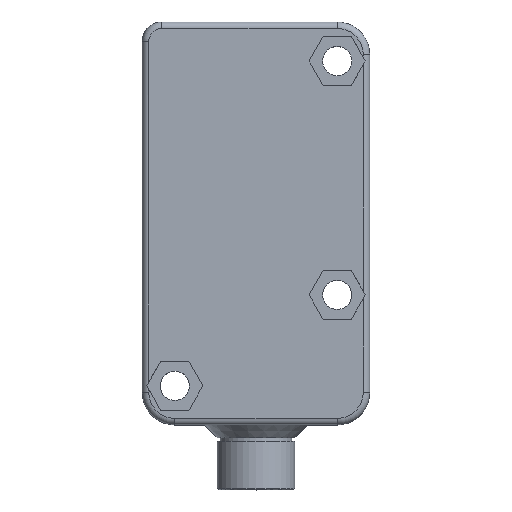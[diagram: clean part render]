
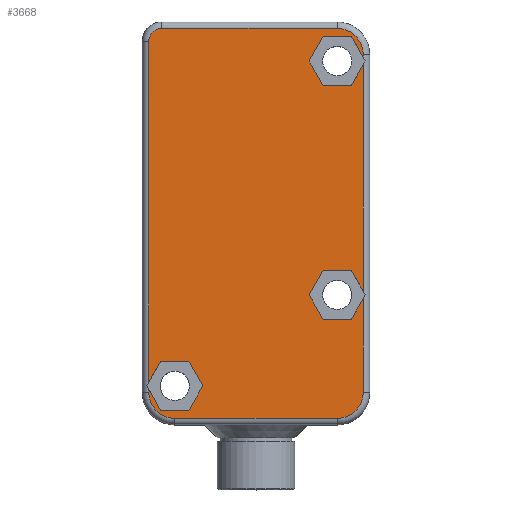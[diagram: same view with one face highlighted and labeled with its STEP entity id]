
A CAD part, top view. The second image highlights one B-rep face of the part: STEP entity #3668.
In plain terms, the highlighted planar face has unit normal (0, 0, 1).
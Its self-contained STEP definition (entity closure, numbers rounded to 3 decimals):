
#522=DIRECTION('',(-0.5,-0.866,0.));
#523=VECTOR('',#522,4.33);
#524=CARTESIAN_POINT('',(27.835,-14.25,9.));
#525=LINE('',#524,#523);
#529=DIRECTION('',(0.5,-0.866,0.));
#530=VECTOR('',#529,4.33);
#531=CARTESIAN_POINT('',(25.67,-18.,9.));
#532=LINE('',#531,#530);
#536=DIRECTION('',(1.,0.,0.));
#537=VECTOR('',#536,4.33);
#538=CARTESIAN_POINT('',(27.835,-21.75,9.));
#539=LINE('',#538,#537);
#543=DIRECTION('',(0.5,0.866,0.));
#544=VECTOR('',#543,3.67);
#545=CARTESIAN_POINT('',(32.165,-21.75,9.));
#546=LINE('',#545,#544);
#550=DIRECTION('',(0.,1.,0.));
#551=VECTOR('',#550,14.428);
#552=CARTESIAN_POINT('',(34.,-33.,9.));
#553=LINE('',#552,#551);
#557=CARTESIAN_POINT('',(30.,-33.,9.));
#558=DIRECTION('',(0.,0.,1.));
#559=DIRECTION('',(0.,-1.,0.));
#560=AXIS2_PLACEMENT_3D('',#557,#558,#559);
#565=DIRECTION('',(1.,0.,0.));
#566=VECTOR('',#565,25.);
#567=CARTESIAN_POINT('',(5.,-37.,9.));
#568=LINE('',#567,#566);
#572=CARTESIAN_POINT('',(5.,-33.,9.));
#573=DIRECTION('',(0.,0.,1.));
#574=DIRECTION('',(-1.,0.,0.));
#575=AXIS2_PLACEMENT_3D('',#572,#573,#574);
#580=DIRECTION('',(0.,-1.,0.));
#581=VECTOR('',#580,0.428);
#582=CARTESIAN_POINT('',(1.,-32.572,9.));
#583=LINE('',#582,#581);
#587=DIRECTION('',(0.5,-0.866,0.));
#588=VECTOR('',#587,3.67);
#589=CARTESIAN_POINT('',(1.,-32.572,9.));
#590=LINE('',#589,#588);
#594=DIRECTION('',(1.,0.,0.));
#595=VECTOR('',#594,4.33);
#596=CARTESIAN_POINT('',(2.835,-35.75,9.));
#597=LINE('',#596,#595);
#601=DIRECTION('',(0.5,0.866,0.));
#602=VECTOR('',#601,4.33);
#603=CARTESIAN_POINT('',(7.165,-35.75,9.));
#604=LINE('',#603,#602);
#608=DIRECTION('',(-0.5,0.866,0.));
#609=VECTOR('',#608,4.33);
#610=CARTESIAN_POINT('',(9.33,-32.,9.));
#611=LINE('',#610,#609);
#615=DIRECTION('',(-1.,0.,0.));
#616=VECTOR('',#615,4.33);
#617=CARTESIAN_POINT('',(7.165,-28.25,9.));
#618=LINE('',#617,#616);
#622=DIRECTION('',(-0.5,-0.866,0.));
#623=VECTOR('',#622,3.67);
#624=CARTESIAN_POINT('',(2.835,-28.25,9.));
#625=LINE('',#624,#623);
#629=DIRECTION('',(0.,-1.,0.));
#630=VECTOR('',#629,52.428);
#631=CARTESIAN_POINT('',(1.,21.,9.));
#632=LINE('',#631,#630);
#636=CARTESIAN_POINT('',(3.,21.,9.));
#637=DIRECTION('',(0.,0.,1.));
#638=DIRECTION('',(0.,1.,0.));
#639=AXIS2_PLACEMENT_3D('',#636,#637,#638);
#644=DIRECTION('',(-1.,0.,0.));
#645=VECTOR('',#644,27.);
#646=CARTESIAN_POINT('',(30.,23.,9.));
#647=LINE('',#646,#645);
#651=CARTESIAN_POINT('',(30.,19.,9.));
#652=DIRECTION('',(0.,0.,1.));
#653=DIRECTION('',(1.,0.,0.));
#654=AXIS2_PLACEMENT_3D('',#651,#652,#653);
#659=DIRECTION('',(0.,1.,0.));
#660=VECTOR('',#659,0.428);
#661=CARTESIAN_POINT('',(34.,18.572,9.));
#662=LINE('',#661,#660);
#666=DIRECTION('',(-0.5,0.866,0.));
#667=VECTOR('',#666,3.67);
#668=CARTESIAN_POINT('',(34.,18.572,9.));
#669=LINE('',#668,#667);
#673=DIRECTION('',(-1.,0.,0.));
#674=VECTOR('',#673,4.33);
#675=CARTESIAN_POINT('',(32.165,21.75,9.));
#676=LINE('',#675,#674);
#680=DIRECTION('',(-0.5,-0.866,0.));
#681=VECTOR('',#680,4.33);
#682=CARTESIAN_POINT('',(27.835,21.75,9.));
#683=LINE('',#682,#681);
#687=DIRECTION('',(0.5,-0.866,0.));
#688=VECTOR('',#687,4.33);
#689=CARTESIAN_POINT('',(25.67,18.,9.));
#690=LINE('',#689,#688);
#694=DIRECTION('',(1.,0.,0.));
#695=VECTOR('',#694,4.33);
#696=CARTESIAN_POINT('',(27.835,14.25,9.));
#697=LINE('',#696,#695);
#701=DIRECTION('',(0.5,0.866,0.));
#702=VECTOR('',#701,3.67);
#703=CARTESIAN_POINT('',(32.165,14.25,9.));
#704=LINE('',#703,#702);
#708=DIRECTION('',(0.,1.,0.));
#709=VECTOR('',#708,34.856);
#710=CARTESIAN_POINT('',(34.,-17.428,9.));
#711=LINE('',#710,#709);
#715=DIRECTION('',(-0.5,0.866,0.));
#716=VECTOR('',#715,3.67);
#717=CARTESIAN_POINT('',(34.,-17.428,9.));
#718=LINE('',#717,#716);
#722=DIRECTION('',(-1.,0.,0.));
#723=VECTOR('',#722,4.33);
#724=CARTESIAN_POINT('',(32.165,-14.25,9.));
#725=LINE('',#724,#723);
#2768=CARTESIAN_POINT('',(3.,23.,9.));
#2769=CARTESIAN_POINT('',(1.,21.,9.));
#2770=VERTEX_POINT('',#2768);
#2771=VERTEX_POINT('',#2769);
#2778=CARTESIAN_POINT('',(1.,-33.,9.));
#2779=CARTESIAN_POINT('',(5.,-37.,9.));
#2780=VERTEX_POINT('',#2778);
#2781=VERTEX_POINT('',#2779);
#2784=CARTESIAN_POINT('',(30.,-37.,9.));
#2785=VERTEX_POINT('',#2784);
#2790=CARTESIAN_POINT('',(34.,19.,9.));
#2791=CARTESIAN_POINT('',(30.,23.,9.));
#2792=VERTEX_POINT('',#2790);
#2793=VERTEX_POINT('',#2791);
#2824=CARTESIAN_POINT('',(34.,-33.,9.));
#2825=VERTEX_POINT('',#2824);
#2872=CARTESIAN_POINT('',(27.835,21.75,9.));
#2873=CARTESIAN_POINT('',(25.67,18.,9.));
#2874=VERTEX_POINT('',#2872);
#2875=VERTEX_POINT('',#2873);
#2876=CARTESIAN_POINT('',(27.835,14.25,9.));
#2877=VERTEX_POINT('',#2876);
#2878=CARTESIAN_POINT('',(32.165,14.25,9.));
#2879=VERTEX_POINT('',#2878);
#2880=CARTESIAN_POINT('',(34.,17.428,9.));
#2881=VERTEX_POINT('',#2880);
#2882=CARTESIAN_POINT('',(34.,18.572,9.));
#2883=CARTESIAN_POINT('',(32.165,21.75,9.));
#2884=VERTEX_POINT('',#2882);
#2885=VERTEX_POINT('',#2883);
#2904=CARTESIAN_POINT('',(2.835,-28.25,9.));
#2905=CARTESIAN_POINT('',(1.,-31.428,9.));
#2906=VERTEX_POINT('',#2904);
#2907=VERTEX_POINT('',#2905);
#2908=CARTESIAN_POINT('',(1.,-32.572,9.));
#2909=CARTESIAN_POINT('',(2.835,-35.75,9.));
#2910=VERTEX_POINT('',#2908);
#2911=VERTEX_POINT('',#2909);
#2912=CARTESIAN_POINT('',(7.165,-35.75,9.));
#2913=VERTEX_POINT('',#2912);
#2914=CARTESIAN_POINT('',(9.33,-32.,9.));
#2915=VERTEX_POINT('',#2914);
#2916=CARTESIAN_POINT('',(7.165,-28.25,9.));
#2917=VERTEX_POINT('',#2916);
#2936=CARTESIAN_POINT('',(27.835,-14.25,9.));
#2937=CARTESIAN_POINT('',(25.67,-18.,9.));
#2938=VERTEX_POINT('',#2936);
#2939=VERTEX_POINT('',#2937);
#2940=CARTESIAN_POINT('',(27.835,-21.75,9.));
#2941=VERTEX_POINT('',#2940);
#2942=CARTESIAN_POINT('',(32.165,-21.75,9.));
#2943=VERTEX_POINT('',#2942);
#2944=CARTESIAN_POINT('',(34.,-18.572,9.));
#2945=VERTEX_POINT('',#2944);
#2946=CARTESIAN_POINT('',(34.,-17.428,9.));
#2947=CARTESIAN_POINT('',(32.165,-14.25,9.));
#2948=VERTEX_POINT('',#2946);
#2949=VERTEX_POINT('',#2947);
#3604=CARTESIAN_POINT('',(0.,0.,9.));
#3605=DIRECTION('',(0.,0.,1.));
#3606=DIRECTION('',(1.,0.,0.));
#3607=AXIS2_PLACEMENT_3D('',#3604,#3605,#3606);
#3608=PLANE('',#3607);
#3610=ORIENTED_EDGE('',*,*,#3609,.T.);
#3612=ORIENTED_EDGE('',*,*,#3611,.T.);
#3614=ORIENTED_EDGE('',*,*,#3613,.T.);
#3616=ORIENTED_EDGE('',*,*,#3615,.T.);
#3618=ORIENTED_EDGE('',*,*,#3617,.F.);
#3620=ORIENTED_EDGE('',*,*,#3619,.F.);
#3622=ORIENTED_EDGE('',*,*,#3621,.F.);
#3624=ORIENTED_EDGE('',*,*,#3623,.F.);
#3626=ORIENTED_EDGE('',*,*,#3625,.F.);
#3628=ORIENTED_EDGE('',*,*,#3627,.T.);
#3630=ORIENTED_EDGE('',*,*,#3629,.T.);
#3632=ORIENTED_EDGE('',*,*,#3631,.T.);
#3634=ORIENTED_EDGE('',*,*,#3633,.T.);
#3636=ORIENTED_EDGE('',*,*,#3635,.T.);
#3637=ORIENTED_EDGE('',*,*,#3592,.T.);
#3639=ORIENTED_EDGE('',*,*,#3638,.F.);
#3641=ORIENTED_EDGE('',*,*,#3640,.F.);
#3643=ORIENTED_EDGE('',*,*,#3642,.F.);
#3645=ORIENTED_EDGE('',*,*,#3644,.F.);
#3647=ORIENTED_EDGE('',*,*,#3646,.F.);
#3649=ORIENTED_EDGE('',*,*,#3648,.T.);
#3651=ORIENTED_EDGE('',*,*,#3650,.T.);
#3653=ORIENTED_EDGE('',*,*,#3652,.T.);
#3655=ORIENTED_EDGE('',*,*,#3654,.T.);
#3657=ORIENTED_EDGE('',*,*,#3656,.T.);
#3659=ORIENTED_EDGE('',*,*,#3658,.T.);
#3661=ORIENTED_EDGE('',*,*,#3660,.F.);
#3663=ORIENTED_EDGE('',*,*,#3662,.T.);
#3665=ORIENTED_EDGE('',*,*,#3664,.T.);
#3666=EDGE_LOOP('',(#3610,#3612,#3614,#3616,#3618,#3620,#3622,#3624,#3626,#3628,
#3630,#3632,#3634,#3636,#3637,#3639,#3641,#3643,#3645,#3647,#3649,#3651,#3653,
#3655,#3657,#3659,#3661,#3663,#3665));
#3667=FACE_OUTER_BOUND('',#3666,.F.);
#3668=ADVANCED_FACE('',(#3667),#3608,.T.);
#561=CIRCLE('',#560,4.);
#576=CIRCLE('',#575,4.);
#640=CIRCLE('',#639,2.);
#655=CIRCLE('',#654,4.);
#3592=EDGE_CURVE('',#2906,#2907,#625,.T.);
#3609=EDGE_CURVE('',#2938,#2939,#525,.T.);
#3611=EDGE_CURVE('',#2939,#2941,#532,.T.);
#3613=EDGE_CURVE('',#2941,#2943,#539,.T.);
#3615=EDGE_CURVE('',#2943,#2945,#546,.T.);
#3617=EDGE_CURVE('',#2825,#2945,#553,.T.);
#3619=EDGE_CURVE('',#2785,#2825,#561,.T.);
#3621=EDGE_CURVE('',#2781,#2785,#568,.T.);
#3623=EDGE_CURVE('',#2780,#2781,#576,.T.);
#3625=EDGE_CURVE('',#2910,#2780,#583,.T.);
#3627=EDGE_CURVE('',#2910,#2911,#590,.T.);
#3629=EDGE_CURVE('',#2911,#2913,#597,.T.);
#3631=EDGE_CURVE('',#2913,#2915,#604,.T.);
#3633=EDGE_CURVE('',#2915,#2917,#611,.T.);
#3635=EDGE_CURVE('',#2917,#2906,#618,.T.);
#3638=EDGE_CURVE('',#2771,#2907,#632,.T.);
#3640=EDGE_CURVE('',#2770,#2771,#640,.T.);
#3642=EDGE_CURVE('',#2793,#2770,#647,.T.);
#3644=EDGE_CURVE('',#2792,#2793,#655,.T.);
#3646=EDGE_CURVE('',#2884,#2792,#662,.T.);
#3648=EDGE_CURVE('',#2884,#2885,#669,.T.);
#3650=EDGE_CURVE('',#2885,#2874,#676,.T.);
#3652=EDGE_CURVE('',#2874,#2875,#683,.T.);
#3654=EDGE_CURVE('',#2875,#2877,#690,.T.);
#3656=EDGE_CURVE('',#2877,#2879,#697,.T.);
#3658=EDGE_CURVE('',#2879,#2881,#704,.T.);
#3660=EDGE_CURVE('',#2948,#2881,#711,.T.);
#3662=EDGE_CURVE('',#2948,#2949,#718,.T.);
#3664=EDGE_CURVE('',#2949,#2938,#725,.T.);
